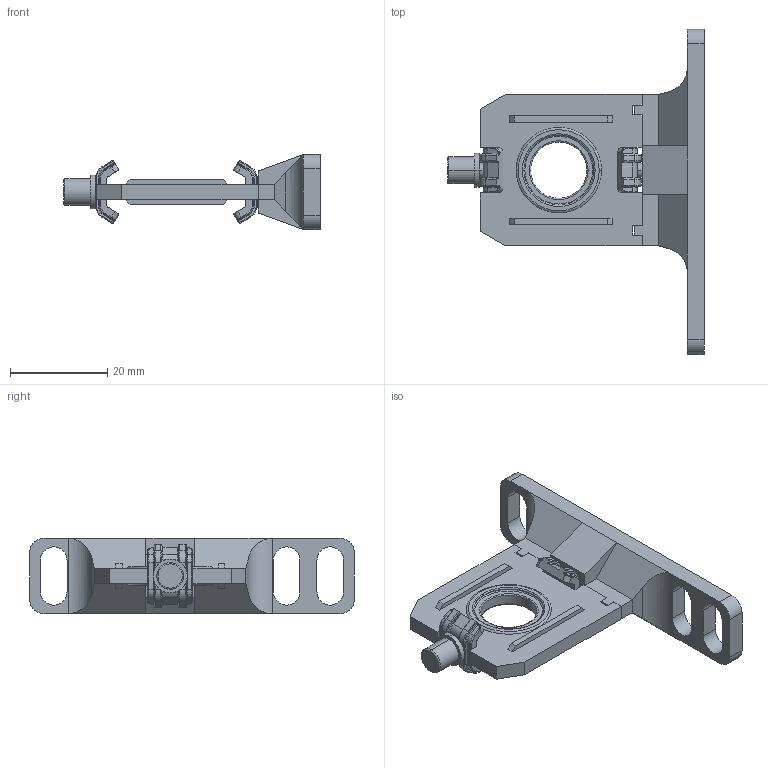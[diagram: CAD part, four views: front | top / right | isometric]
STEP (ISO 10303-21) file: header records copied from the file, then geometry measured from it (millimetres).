
FILE_DESCRIPTION (( 'STEP AP214' ), '1' );
FILE_NAME ('Y200T-A.step.step', '2015-12-01T07:08:53', ( 'Windows User' ), ( '' ), 'SwSTEP 2.0', 'SolidWorks 2016', '' );
FILE_SCHEMA (( 'AUTOMOTIVE_DESIGN' ));
Length unit declared in the file: millimetre
Products named in the file (6): Y200T-A.step; Y200T-A.step_Spacer Body_Y200; Y200T-A.step_Seal_Y200; Y200T-A.step_Clamp_Y200F; Y200T-A.step_Clamp_Y200R; Y200T-A.step_Mnt Bracket_Y200T
Assembly tree (5 placements, depth 2):
  Y200T-A.step
    Y200T-A.step_Spacer Body_Y200
    Y200T-A.step_Seal_Y200
    Y200T-A.step_Clamp_Y200F
    Y200T-A.step_Clamp_Y200R
    Y200T-A.step_Mnt Bracket_Y200T
Bounding box: 52.9 x 67 x 15.5 mm (x, y, z)
Volume: 9271.5 mm3; surface area: 7303.5 mm2
Topology: 5 solids, 5 shells, 391 faces, 955 edges, 584 vertices
Faces by surface type: plane 160, cylinder 157, torus 74
Entity records: 11697 total; most frequent: DIRECTION 2143, CARTESIAN_POINT 1974, ORIENTED_EDGE 1910, EDGE_CURVE 955, AXIS2_PLACEMENT_3D 801, VERTEX_POINT 584, LINE 541, VECTOR 541
